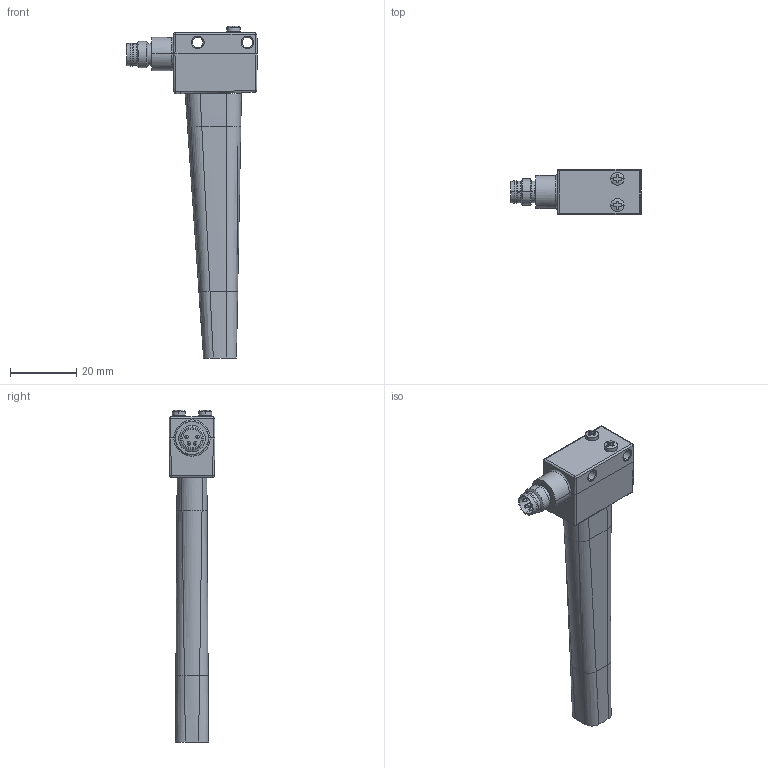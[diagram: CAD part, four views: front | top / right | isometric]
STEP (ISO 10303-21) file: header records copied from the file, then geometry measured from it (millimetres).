
FILE_DESCRIPTION((''),'2;1');
FILE_NAME('DB_CAD6695_R101_V60_RD_BEAMPROF','2019-09-17T14:09:13',('hhuscher'),(''),'CREO PARAMETRIC BY PTC INC, 2018420','CREO PARAMETRIC BY PTC INC, 2018420','');
FILE_SCHEMA(('CONFIG_CONTROL_DESIGN','SHAPE_APPEARANCE_LAYERS_GROUPS'));
Length unit declared in the file: millimetre
Products named in the file (1): DB_CAD6695_R101_V60_RD_BEAMPROF
Bounding box: 39.5 x 13.9 x 100.44 mm (x, y, z)
Volume: 15896.4 mm3; surface area: 6400.4 mm2
Topology: 2 solids, 3 shells, 200 faces, 448 edges, 264 vertices
Faces by surface type: plane 65, cylinder 57, bspline 34, cone 32, sphere 12
Entity records: 10409 total; most frequent: CARTESIAN_POINT 3143, ORIENTED_EDGE 896, DIRECTION 871, PRESENTATION_STYLE_ASSIGNMENT 649, STYLED_ITEM 450, CURVE_STYLE 448, EDGE_CURVE 448, AXIS2_PLACEMENT_3D 324
